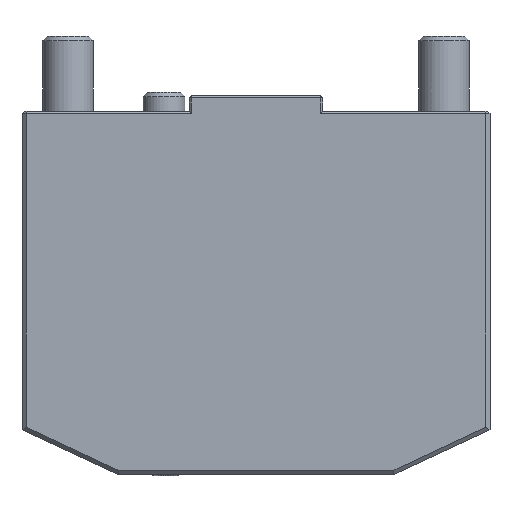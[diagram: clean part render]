
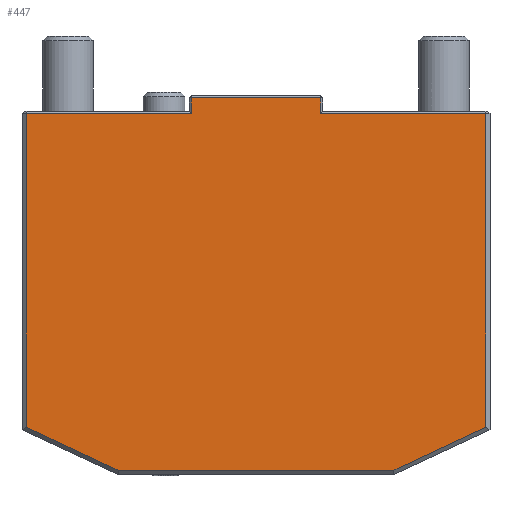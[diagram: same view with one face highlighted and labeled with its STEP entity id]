
A CAD part, left-side view. The second image highlights one B-rep face of the part: STEP entity #447.
In plain terms, the highlighted planar face has unit normal (-1, 0, 0).
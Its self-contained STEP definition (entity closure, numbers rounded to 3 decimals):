
#62=LINE('',#2612,#211);
#77=LINE('',#2649,#226);
#80=LINE('',#2655,#229);
#82=LINE('',#2659,#231);
#83=LINE('',#2661,#232);
#84=LINE('',#2663,#233);
#85=LINE('',#2665,#234);
#86=LINE('',#2667,#235);
#87=LINE('',#2669,#236);
#88=LINE('',#2671,#237);
#211=VECTOR('',#1861,1.);
#226=VECTOR('',#1900,1.);
#229=VECTOR('',#1905,1.);
#231=VECTOR('',#1909,1.);
#232=VECTOR('',#1910,1.);
#233=VECTOR('',#1911,1.);
#234=VECTOR('',#1912,1.);
#235=VECTOR('',#1913,1.);
#236=VECTOR('',#1914,1.);
#237=VECTOR('',#1915,1.);
#447=ADVANCED_FACE('',(#618),#541,.T.);
#541=PLANE('',#1681);
#618=FACE_OUTER_BOUND('',#724,.T.);
#724=EDGE_LOOP('',(#907,#908,#909,#910,#911,#912,#913,#914,#915,#916));
#907=ORIENTED_EDGE('',*,*,#1416,.T.);
#908=ORIENTED_EDGE('',*,*,#1395,.T.);
#909=ORIENTED_EDGE('',*,*,#1413,.T.);
#910=ORIENTED_EDGE('',*,*,#1418,.T.);
#911=ORIENTED_EDGE('',*,*,#1419,.T.);
#912=ORIENTED_EDGE('',*,*,#1420,.T.);
#913=ORIENTED_EDGE('',*,*,#1421,.T.);
#914=ORIENTED_EDGE('',*,*,#1422,.T.);
#915=ORIENTED_EDGE('',*,*,#1423,.T.);
#916=ORIENTED_EDGE('',*,*,#1424,.T.);
#1261=VERTEX_POINT('',#2605);
#1263=VERTEX_POINT('',#2611);
#1274=VERTEX_POINT('',#2650);
#1276=VERTEX_POINT('',#2656);
#1277=VERTEX_POINT('',#2660);
#1278=VERTEX_POINT('',#2662);
#1279=VERTEX_POINT('',#2664);
#1280=VERTEX_POINT('',#2666);
#1281=VERTEX_POINT('',#2668);
#1282=VERTEX_POINT('',#2670);
#1395=EDGE_CURVE('',#1263,#1261,#62,.T.);
#1413=EDGE_CURVE('',#1261,#1274,#77,.T.);
#1416=EDGE_CURVE('',#1276,#1263,#80,.T.);
#1418=EDGE_CURVE('',#1274,#1277,#82,.T.);
#1419=EDGE_CURVE('',#1277,#1278,#83,.T.);
#1420=EDGE_CURVE('',#1278,#1279,#84,.T.);
#1421=EDGE_CURVE('',#1279,#1280,#85,.T.);
#1422=EDGE_CURVE('',#1280,#1281,#86,.T.);
#1423=EDGE_CURVE('',#1281,#1282,#87,.T.);
#1424=EDGE_CURVE('',#1282,#1276,#88,.T.);
#1681=AXIS2_PLACEMENT_3D('',#2672,#1916,#1917);
#1861=DIRECTION('',(0.,1.,0.));
#1900=DIRECTION('',(0.,0.,-1.));
#1905=DIRECTION('',(0.,0.,-1.));
#1909=DIRECTION('',(0.,-0.906,-0.423));
#1910=DIRECTION('',(0.,-1.,0.));
#1911=DIRECTION('',(0.,-0.906,0.423));
#1912=DIRECTION('',(0.,0.,1.));
#1913=DIRECTION('',(0.,1.,0.));
#1914=DIRECTION('',(0.,0.,1.));
#1915=DIRECTION('',(0.,1.,0.));
#1916=DIRECTION('',(-1.,0.,0.));
#1917=DIRECTION('',(0.,1.,0.));
#2605=CARTESIAN_POINT('',(-71.5,55.,-0.5));
#2611=CARTESIAN_POINT('',(-71.5,15.5,-0.5));
#2612=CARTESIAN_POINT('',(-71.5,56.,-0.5));
#2649=CARTESIAN_POINT('',(-71.5,55.,-87.));
#2650=CARTESIAN_POINT('',(-71.5,55.,-75.638));
#2655=CARTESIAN_POINT('',(-71.5,15.5,-87.));
#2656=CARTESIAN_POINT('',(-71.5,15.5,3.2));
#2659=CARTESIAN_POINT('',(-71.5,51.469,-77.284));
#2660=CARTESIAN_POINT('',(-71.5,32.778,-86.));
#2661=CARTESIAN_POINT('',(-71.5,56.,-86.));
#2662=CARTESIAN_POINT('',(-71.5,-32.778,-86.));
#2663=CARTESIAN_POINT('',(-71.5,-55.577,-75.369));
#2664=CARTESIAN_POINT('',(-71.5,-55.,-75.638));
#2665=CARTESIAN_POINT('',(-71.5,-55.,0.));
#2666=CARTESIAN_POINT('',(-71.5,-55.,-0.5));
#2667=CARTESIAN_POINT('',(-71.5,56.,-0.5));
#2668=CARTESIAN_POINT('',(-71.5,-15.5,-0.5));
#2669=CARTESIAN_POINT('',(-71.5,-15.5,-87.));
#2670=CARTESIAN_POINT('',(-71.5,-15.5,3.2));
#2671=CARTESIAN_POINT('',(-71.5,56.,3.2));
#2672=CARTESIAN_POINT('',(-71.5,32.,-20.92));
